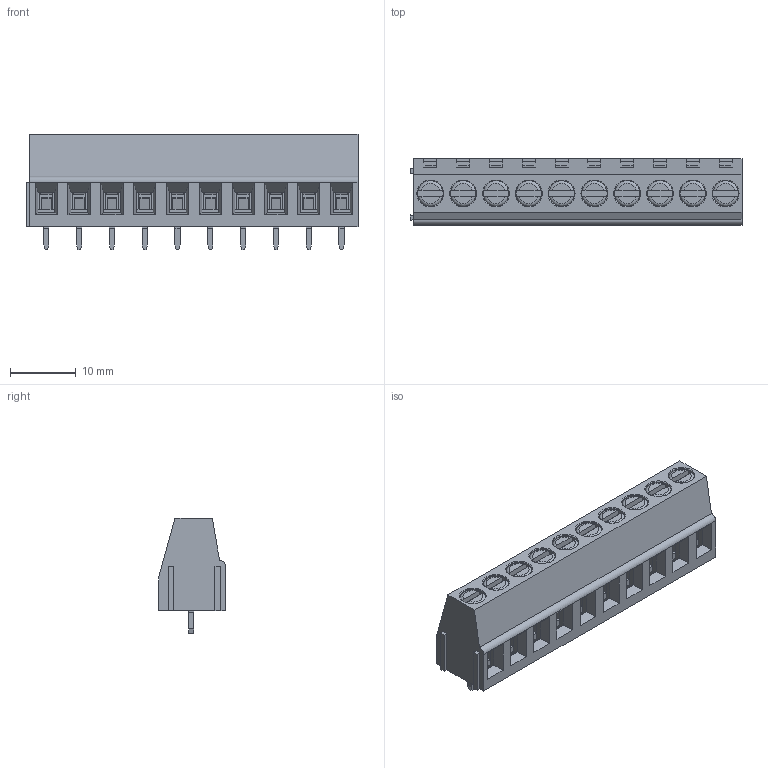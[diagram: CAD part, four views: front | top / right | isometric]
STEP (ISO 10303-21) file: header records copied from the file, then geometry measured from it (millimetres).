
FILE_DESCRIPTION(('STEP AP214'), '1');
FILE_NAME('DG128-5.0-03', '2017-07-15T10:03:47', ('Nobody'), (''), 'ASCON STEP Converter 1.3', 'ASCON Math Kernel', '');
FILE_SCHEMA(('AUTOMOTIVE_DESIGN { 1 0 10303 214 3 1 1}'));
Length unit declared in the file: millimetre
Assembly tree (30 placements, depth 2):
  (unnamed)
    (unnamed)  x10
    (unnamed)  x10
    (unnamed)  x10
Bounding box: 50.6 x 10.2 x 17.6 mm (x, y, z)
Volume: 4256.8 mm3; surface area: 9024.7 mm2
Topology: 31 solids, 31 shells, 1175 faces, 2939 edges, 1846 vertices
Faces by surface type: plane 1004, cylinder 131, torus 30, cone 10
Full cylindrical faces by diameter (mm): 1.8 x10, 2 x10, 2.5 x10, 2.6 x10, 4 x10, 4.1 x10
Entity records: 19792 total; most frequent: CARTESIAN_POINT 2713, ORIENTED_EDGE 2584, DIRECTION 2414, EDGE_CURVE 1292, LINE 1208, VECTOR 1208, VERTEX_POINT 846, AXIS2_PLACEMENT_3D 603
